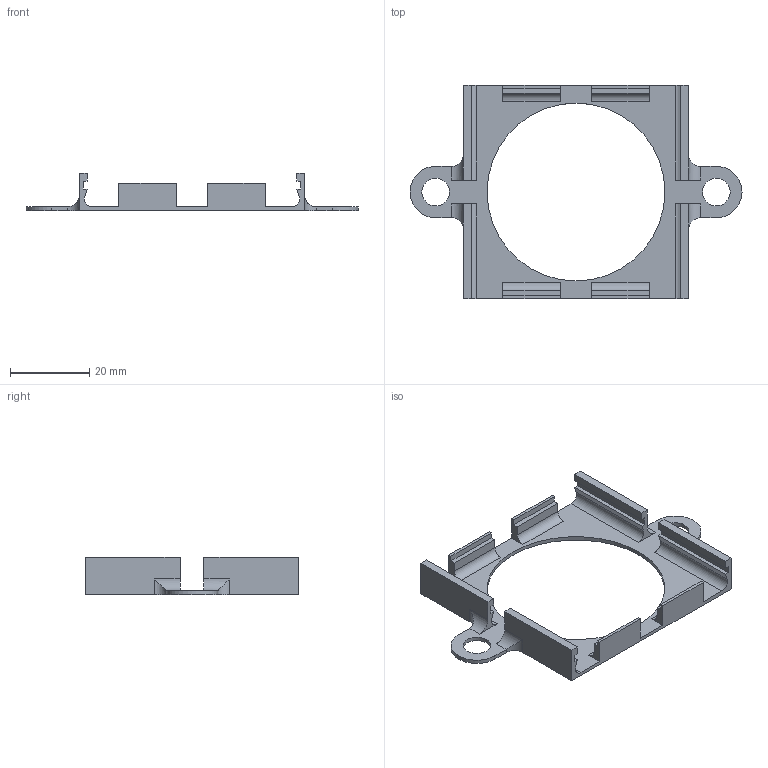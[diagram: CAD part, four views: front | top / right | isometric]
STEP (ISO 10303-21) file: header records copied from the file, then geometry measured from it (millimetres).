
FILE_DESCRIPTION(/* description */ (''),/* implementation_level */ '2;1');
FILE_NAME(/* name */ 'PCB Mount v14.step',/* time_stamp */ '2022-04-30T20:50:43-04:00',/* author */ (''),/* organization */ (''),/* preprocessor_version */ 'ST-DEVELOPER v18.1',/* originating_system */ 'Autodesk Translation Framework v10.14.0.1471',/* authorisation */ '');
FILE_SCHEMA (('AUTOMOTIVE_DESIGN { 1 0 10303 214 3 1 1 }'));
Length unit declared in the file: millimetre
Products named in the file (1): PCB Mount
Bounding box: 84 x 54 x 9.5 mm (x, y, z)
Volume: 3692.9 mm3; surface area: 6561.4 mm2
Topology: 1 solids, 1 shells, 85 faces, 245 edges, 162 vertices
Faces by surface type: plane 64, cylinder 21
Full cylindrical faces by diameter (mm): 7 x2, 45 x1
Entity records: 2810 total; most frequent: CARTESIAN_POINT 493, ORIENTED_EDGE 490, DIRECTION 455, EDGE_CURVE 245, LINE 207, VECTOR 207, VERTEX_POINT 162, AXIS2_PLACEMENT_3D 124
